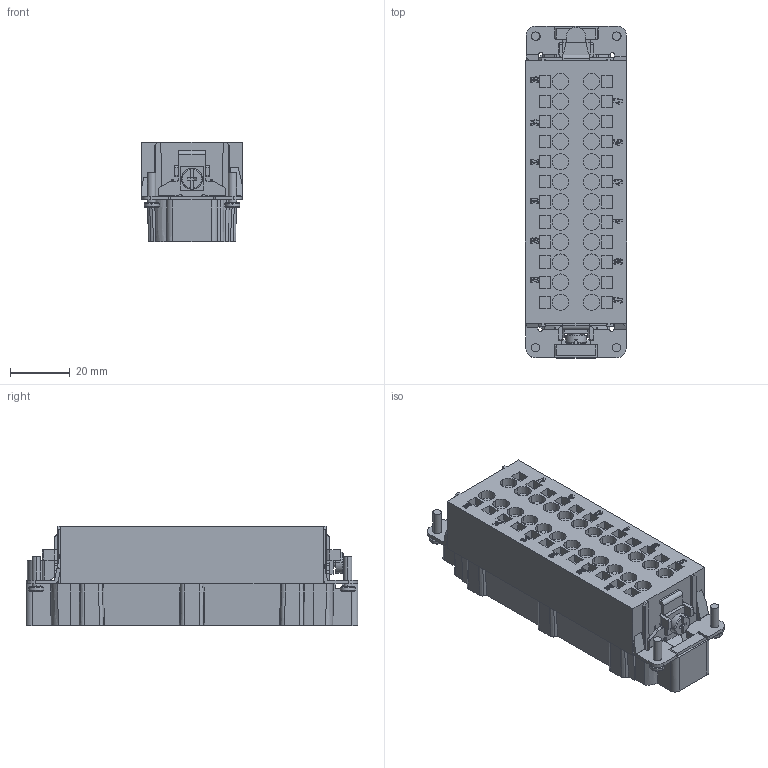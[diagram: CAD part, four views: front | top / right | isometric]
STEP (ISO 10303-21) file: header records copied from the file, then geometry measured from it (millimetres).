
FILE_DESCRIPTION((''),'2;1');
FILE_NAME('HVE-010-MS11-20','2017-08-04T',('tl.yang'),(''),'PRO/ENGINEER BY PARAMETRIC TECHNOLOGY CORPORATION, 2011500','PRO/ENGINEER BY PARAMETRIC TECHNOLOGY CORPORATION, 2011500','');
FILE_SCHEMA(('CONFIG_CONTROL_DESIGN'));
Products named in the file (1): HVE-010-MS11-20
Bounding box: 33.9 x 110.8 x 33.14 mm (x, y, z)
Volume: 66551.5 mm3; surface area: 28876.5 mm2
Topology: 1 solids, 26 shells, 3433 faces, 9279 edges, 6058 vertices
Faces by surface type: plane 2571, cylinder 414, bspline 216, cone 200, sphere 24, torus 8
Entity records: 112921 total; most frequent: CARTESIAN_POINT 27007, ORIENTED_EDGE 18510, DIRECTION 16591, EDGE_CURVE 9255, VECTOR 7467, LINE 7467, VERTEX_POINT 6058, AXIS2_PLACEMENT_3D 4562
